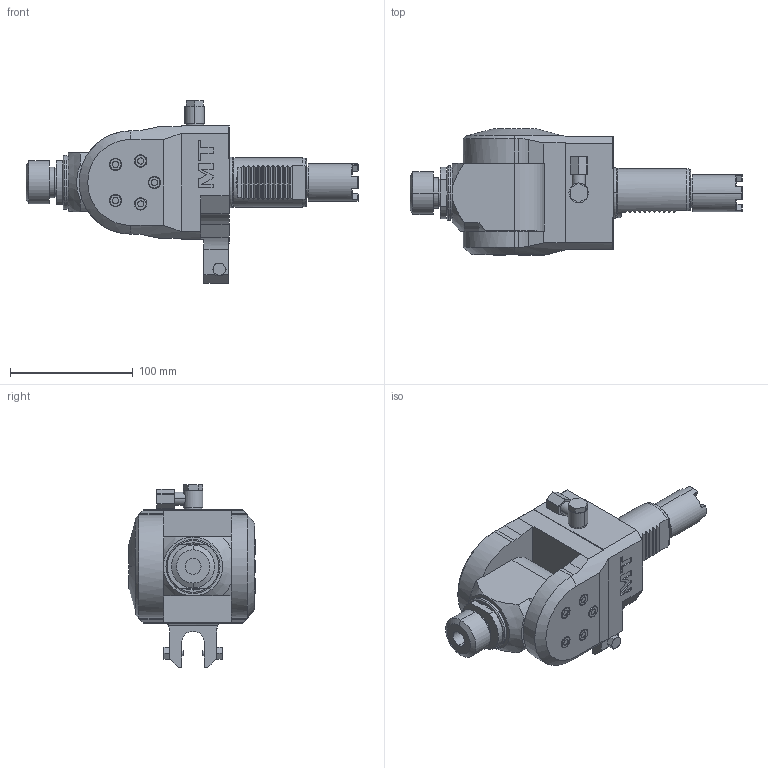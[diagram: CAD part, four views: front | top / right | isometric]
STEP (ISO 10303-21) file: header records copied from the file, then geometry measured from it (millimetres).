
FILE_DESCRIPTION((''),'2;1');
FILE_NAME('HAS0470120_CONF','2024-12-19T11:05:18',('fpalella'),('M.T. srl'),'CREO PARAMETRIC BY PTC INC, 2023352','CREO PARAMETRIC BY PTC INC, 2023352','');
FILE_SCHEMA(('CONFIG_CONTROL_DESIGN'));
Length unit declared in the file: millimetre
Products named in the file (1): HAS0470120_CONF
Bounding box: 270.01 x 102.7 x 148.5 mm (x, y, z)
Volume: 996865.4 mm3; surface area: 94840.8 mm2
Topology: 1 solids, 2 shells, 445 faces, 1144 edges, 736 vertices
Faces by surface type: plane 237, cylinder 117, cone 66, torus 19, extrusion 4, sphere 2
Entity records: 14819 total; most frequent: CARTESIAN_POINT 4116, ORIENTED_EDGE 2284, DIRECTION 2135, EDGE_CURVE 1142, AXIS2_PLACEMENT_3D 781, VERTEX_POINT 736, VECTOR 573, LINE 569
